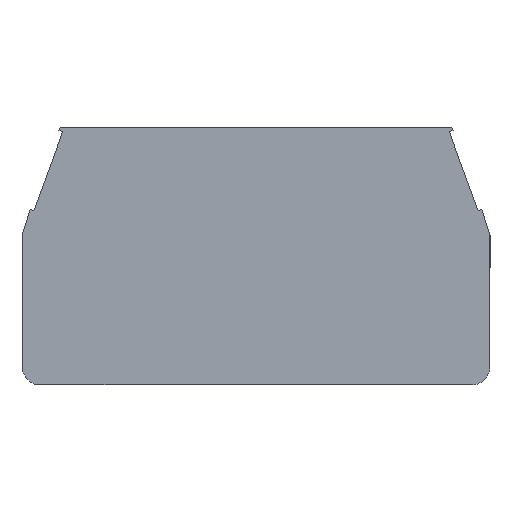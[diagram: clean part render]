
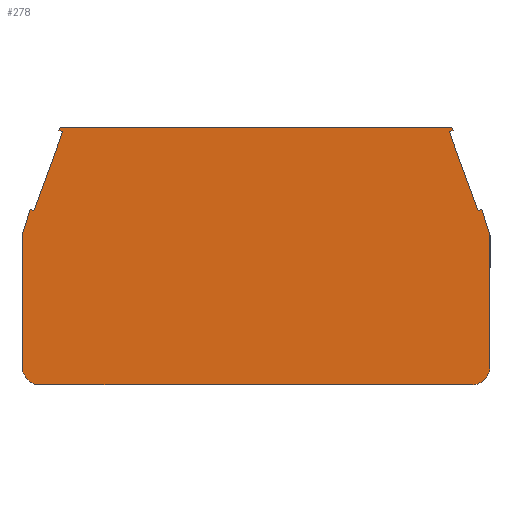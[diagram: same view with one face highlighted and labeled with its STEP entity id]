
A CAD part, top view. The second image highlights one B-rep face of the part: STEP entity #278.
In plain terms, the highlighted planar face has unit normal (0, 0, 1).
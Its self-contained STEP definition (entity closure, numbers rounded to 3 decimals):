
#1 = VERTEX_POINT ( 'NONE', #862 ) ;
#10 = DIRECTION ( 'NONE',  ( 0., 0., -1. ) ) ;
#13 = CARTESIAN_POINT ( 'NONE',  ( -33.022, -12.451, 1.2 ) ) ;
#19 = EDGE_CURVE ( 'NONE', #712, #745, #693, .T. ) ;
#26 = LINE ( 'NONE', #300, #613 ) ;
#29 = DIRECTION ( 'NONE',  ( -0.94, 0.342, 0. ) ) ;
#31 = VECTOR ( 'NONE', #29, 1000. ) ;
#45 = CARTESIAN_POINT ( 'NONE',  ( 32., -35.342, 1.2 ) ) ;
#61 = VECTOR ( 'NONE', #606, 1000. ) ;
#69 = VECTOR ( 'NONE', #669, 1000. ) ;
#97 = CARTESIAN_POINT ( 'NONE',  ( 33.022, -12.451, 1.2 ) ) ;
#106 = CARTESIAN_POINT ( 'NONE',  ( 27.112, 8.472, 1.2 ) ) ;
#112 = CARTESIAN_POINT ( 'NONE',  ( 29.129, 0., 1.2 ) ) ;
#113 = CIRCLE ( 'NONE', #420, 3. ) ;
#125 = DIRECTION ( 'NONE',  ( -1., 0., 0. ) ) ;
#131 = CARTESIAN_POINT ( 'NONE',  ( 28.747, -0.705, 1.2 ) ) ;
#137 = CARTESIAN_POINT ( 'NONE',  ( 28.747, -0.705, 1.2 ) ) ;
#138 = ORIENTED_EDGE ( 'NONE', *, *, #839, .T. ) ;
#139 = EDGE_CURVE ( 'NONE', #704, #638, #274, .T. ) ;
#169 = VECTOR ( 'NONE', #200, 1000. ) ;
#172 = CARTESIAN_POINT ( 'NONE',  ( -31.8, -35.488, 1.2 ) ) ;
#177 = DIRECTION ( 'NONE',  ( 1., 0., 0. ) ) ;
#180 = EDGE_CURVE ( 'NONE', #776, #418, #749, .T. ) ;
#185 = LINE ( 'NONE', #818, #304 ) ;
#192 = DIRECTION ( 'NONE',  ( 0., 0., 1. ) ) ;
#200 = DIRECTION ( 'NONE',  ( -0.342, 0.94, 0. ) ) ;
#214 = DIRECTION ( 'NONE',  ( 0.94, -0.342, 0. ) ) ;
#229 = EDGE_CURVE ( 'NONE', #767, #641, #595, .T. ) ;
#232 = CARTESIAN_POINT ( 'NONE',  ( 29.311, -0.5, 1.2 ) ) ;
#233 = CARTESIAN_POINT ( 'NONE',  ( -33.022, -12.451, 1.2 ) ) ;
#238 = CARTESIAN_POINT ( 'NONE',  ( -29.311, -0.5, 1.2 ) ) ;
#239 = CARTESIAN_POINT ( 'NONE',  ( 32., -35.342, 1.2 ) ) ;
#242 = DIRECTION ( 'NONE',  ( 1., 0., 0. ) ) ;
#244 = CARTESIAN_POINT ( 'NONE',  ( -29.129, 0., 1.2 ) ) ;
#247 = CARTESIAN_POINT ( 'NONE',  ( 34.8, -16.13, 1.2 ) ) ;
#248 = CARTESIAN_POINT ( 'NONE',  ( 32., -38.342, 1.2 ) ) ;
#252 = CARTESIAN_POINT ( 'NONE',  ( -32.723, -38.342, 1.2 ) ) ;
#271 = ORIENTED_EDGE ( 'NONE', *, *, #694, .F. ) ;
#274 = LINE ( 'NONE', #565, #894 ) ;
#278 = ADVANCED_FACE ( 'NONE', ( #785 ), #320, .T. ) ;
#287 = ORIENTED_EDGE ( 'NONE', *, *, #823, .F. ) ;
#289 = VERTEX_POINT ( 'NONE', #131 ) ;
#291 = CARTESIAN_POINT ( 'NONE',  ( -33.586, -12.245, 1.2 ) ) ;
#298 = AXIS2_PLACEMENT_3D ( 'NONE', #442, #10, #511 ) ;
#300 = CARTESIAN_POINT ( 'NONE',  ( -34.8, 0., 1.2 ) ) ;
#302 = VECTOR ( 'NONE', #350, 1000. ) ;
#304 = VECTOR ( 'NONE', #739, 1000. ) ;
#307 = EDGE_CURVE ( 'NONE', #418, #712, #602, .T. ) ;
#320 = PLANE ( 'NONE',  #414 ) ;
#340 = CARTESIAN_POINT ( 'NONE',  ( -28.747, -0.705, 1.2 ) ) ;
#345 = CIRCLE ( 'NONE', #298, 3. ) ;
#350 = DIRECTION ( 'NONE',  ( -1., 0., 0. ) ) ;
#356 = CARTESIAN_POINT ( 'NONE',  ( 34.8, 0., 1.2 ) ) ;
#361 = LINE ( 'NONE', #112, #302 ) ;
#371 = ORIENTED_EDGE ( 'NONE', *, *, #180, .T. ) ;
#376 = EDGE_LOOP ( 'NONE', ( #271, #371, #494, #520, #890, #643, #895, #571, #559, #763, #718, #138, #798, #843, #287, #775, #530 ) ) ;
#392 = VECTOR ( 'NONE', #901, 1000. ) ;
#404 = LINE ( 'NONE', #238, #69 ) ;
#414 = AXIS2_PLACEMENT_3D ( 'NONE', #239, #192, #177 ) ;
#418 = VERTEX_POINT ( 'NONE', #247 ) ;
#420 = AXIS2_PLACEMENT_3D ( 'NONE', #45, #546, #125 ) ;
#439 = EDGE_CURVE ( 'NONE', #1, #686, #185, .T. ) ;
#442 = CARTESIAN_POINT ( 'NONE',  ( 31.8, -35.488, 1.2 ) ) ;
#454 = LINE ( 'NONE', #137, #649 ) ;
#468 = DIRECTION ( 'NONE',  ( 1., 0., 0. ) ) ;
#469 = VERTEX_POINT ( 'NONE', #244 ) ;
#474 = EDGE_CURVE ( 'NONE', #641, #469, #361, .T. ) ;
#485 = VECTOR ( 'NONE', #600, 1000. ) ;
#494 = ORIENTED_EDGE ( 'NONE', *, *, #307, .T. ) ;
#495 = VECTOR ( 'NONE', #854, 1000. ) ;
#511 = DIRECTION ( 'NONE',  ( 1., 0., 0. ) ) ;
#518 = LINE ( 'NONE', #884, #709 ) ;
#520 = ORIENTED_EDGE ( 'NONE', *, *, #19, .T. ) ;
#530 = ORIENTED_EDGE ( 'NONE', *, *, #532, .F. ) ;
#532 = EDGE_CURVE ( 'NONE', #882, #918, #113, .T. ) ;
#537 = CARTESIAN_POINT ( 'NONE',  ( 33.663, -37.839, 1.2 ) ) ;
#546 = DIRECTION ( 'NONE',  ( 0., 0., -1. ) ) ;
#559 = ORIENTED_EDGE ( 'NONE', *, *, #790, .T. ) ;
#565 = CARTESIAN_POINT ( 'NONE',  ( -28.747, -0.705, 1.2 ) ) ;
#570 = AXIS2_PLACEMENT_3D ( 'NONE', #172, #671, #242 ) ;
#571 = ORIENTED_EDGE ( 'NONE', *, *, #474, .T. ) ;
#584 = CARTESIAN_POINT ( 'NONE',  ( 33.586, -12.245, 1.2 ) ) ;
#587 = LINE ( 'NONE', #596, #31 ) ;
#592 = EDGE_CURVE ( 'NONE', #745, #289, #624, .T. ) ;
#595 = LINE ( 'NONE', #597, #61 ) ;
#596 = CARTESIAN_POINT ( 'NONE',  ( -33.586, -12.245, 1.2 ) ) ;
#597 = CARTESIAN_POINT ( 'NONE',  ( 29.311, -0.5, 1.2 ) ) ;
#600 = DIRECTION ( 'NONE',  ( -0.298, 0.954, 0. ) ) ;
#602 = LINE ( 'NONE', #106, #485 ) ;
#606 = DIRECTION ( 'NONE',  ( -0.342, 0.94, 0. ) ) ;
#608 = LINE ( 'NONE', #233, #646 ) ;
#613 = VECTOR ( 'NONE', #876, 1000. ) ;
#623 = VERTEX_POINT ( 'NONE', #909 ) ;
#624 = LINE ( 'NONE', #682, #169 ) ;
#630 = CARTESIAN_POINT ( 'NONE',  ( 29.129, 0., 1.2 ) ) ;
#638 = VERTEX_POINT ( 'NONE', #340 ) ;
#641 = VERTEX_POINT ( 'NONE', #630 ) ;
#643 = ORIENTED_EDGE ( 'NONE', *, *, #647, .T. ) ;
#645 = CIRCLE ( 'NONE', #570, 3. ) ;
#646 = VECTOR ( 'NONE', #663, 1000. ) ;
#647 = EDGE_CURVE ( 'NONE', #289, #767, #454, .T. ) ;
#649 = VECTOR ( 'NONE', #863, 1000. ) ;
#662 = VERTEX_POINT ( 'NONE', #252 ) ;
#663 = DIRECTION ( 'NONE',  ( -0.342, -0.94, 0. ) ) ;
#669 = DIRECTION ( 'NONE',  ( -0.342, -0.94, 0. ) ) ;
#671 = DIRECTION ( 'NONE',  ( 0., 0., -1. ) ) ;
#682 = CARTESIAN_POINT ( 'NONE',  ( 33.022, -12.451, 1.2 ) ) ;
#686 = VERTEX_POINT ( 'NONE', #291 ) ;
#693 = LINE ( 'NONE', #699, #495 ) ;
#694 = EDGE_CURVE ( 'NONE', #776, #882, #345, .T. ) ;
#699 = CARTESIAN_POINT ( 'NONE',  ( 33.586, -12.245, 1.2 ) ) ;
#704 = VERTEX_POINT ( 'NONE', #865 ) ;
#706 = VERTEX_POINT ( 'NONE', #13 ) ;
#709 = VECTOR ( 'NONE', #468, 1000. ) ;
#712 = VERTEX_POINT ( 'NONE', #584 ) ;
#718 = ORIENTED_EDGE ( 'NONE', *, *, #732, .T. ) ;
#729 = CARTESIAN_POINT ( 'NONE',  ( 34.8, -35.488, 1.2 ) ) ;
#732 = EDGE_CURVE ( 'NONE', #638, #706, #608, .T. ) ;
#739 = DIRECTION ( 'NONE',  ( 0.298, 0.954, 0. ) ) ;
#745 = VERTEX_POINT ( 'NONE', #97 ) ;
#748 = EDGE_CURVE ( 'NONE', #623, #1, #26, .T. ) ;
#749 = LINE ( 'NONE', #356, #392 ) ;
#763 = ORIENTED_EDGE ( 'NONE', *, *, #139, .T. ) ;
#767 = VERTEX_POINT ( 'NONE', #232 ) ;
#775 = ORIENTED_EDGE ( 'NONE', *, *, #866, .T. ) ;
#776 = VERTEX_POINT ( 'NONE', #729 ) ;
#785 = FACE_OUTER_BOUND ( 'NONE', #376, .T. ) ;
#790 = EDGE_CURVE ( 'NONE', #469, #704, #404, .T. ) ;
#798 = ORIENTED_EDGE ( 'NONE', *, *, #439, .F. ) ;
#818 = CARTESIAN_POINT ( 'NONE',  ( -27.112, 8.472, 1.2 ) ) ;
#823 = EDGE_CURVE ( 'NONE', #662, #623, #645, .T. ) ;
#839 = EDGE_CURVE ( 'NONE', #706, #686, #587, .T. ) ;
#843 = ORIENTED_EDGE ( 'NONE', *, *, #748, .F. ) ;
#854 = DIRECTION ( 'NONE',  ( -0.94, -0.342, 0. ) ) ;
#862 = CARTESIAN_POINT ( 'NONE',  ( -34.8, -16.13, 1.2 ) ) ;
#863 = DIRECTION ( 'NONE',  ( 0.94, 0.342, 0. ) ) ;
#865 = CARTESIAN_POINT ( 'NONE',  ( -29.311, -0.5, 1.2 ) ) ;
#866 = EDGE_CURVE ( 'NONE', #662, #918, #518, .T. ) ;
#876 = DIRECTION ( 'NONE',  ( 0., 1., 0. ) ) ;
#882 = VERTEX_POINT ( 'NONE', #537 ) ;
#884 = CARTESIAN_POINT ( 'NONE',  ( -32.75, -38.342, 1.2 ) ) ;
#890 = ORIENTED_EDGE ( 'NONE', *, *, #592, .T. ) ;
#894 = VECTOR ( 'NONE', #214, 1000. ) ;
#895 = ORIENTED_EDGE ( 'NONE', *, *, #229, .T. ) ;
#901 = DIRECTION ( 'NONE',  ( 0., 1., 0. ) ) ;
#909 = CARTESIAN_POINT ( 'NONE',  ( -34.8, -35.488, 1.2 ) ) ;
#918 = VERTEX_POINT ( 'NONE', #248 ) ;
